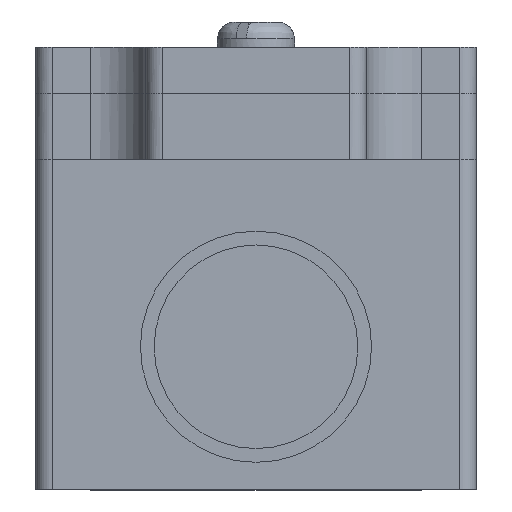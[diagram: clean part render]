
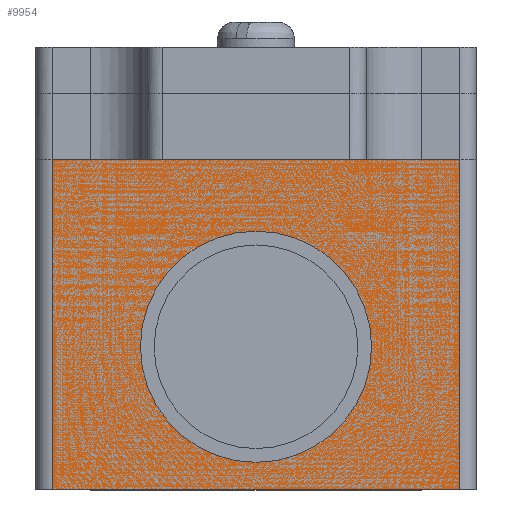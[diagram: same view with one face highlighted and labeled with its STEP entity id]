
A CAD part, front view. The second image highlights one B-rep face of the part: STEP entity #9954.
In plain terms, the highlighted planar face has unit normal (0, -1, 0).
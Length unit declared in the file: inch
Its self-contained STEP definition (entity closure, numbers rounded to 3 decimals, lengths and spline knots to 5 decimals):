
#126 = LINE ( 'NONE', #6303, #2821 ) ;
#283 = DIRECTION ( 'NONE',  ( 0., 0., 1. ) ) ;
#552 = B_SPLINE_CURVE_WITH_KNOTS ( 'NONE', 3,
 ( #9309, #14067, #9072, #4323 ),
 .UNSPECIFIED., .F., .F.,
 ( 4, 4 ),
 ( 0., 1. ),
 .UNSPECIFIED. ) ;
#584 = VERTEX_POINT ( 'NONE', #2772 ) ;
#676 = EDGE_CURVE ( 'NONE', #12962, #14073, #552, .T. ) ;
#1063 = FACE_OUTER_BOUND ( 'NONE', #14793, .T. ) ;
#1120 = CARTESIAN_POINT ( 'NONE',  ( -0.33465, -2.75591, 0. ) ) ;
#1598 = ORIENTED_EDGE ( 'NONE', *, *, #6908, .T. ) ;
#2560 = VECTOR ( 'NONE', #6182, 39.37008 ) ;
#2772 = CARTESIAN_POINT ( 'NONE',  ( 0.72835, -2.75591, 0. ) ) ;
#2821 = VECTOR ( 'NONE', #283, 39.37008 ) ;
#2850 = EDGE_CURVE ( 'NONE', #10322, #10195, #7951, .T. ) ;
#3022 = AXIS2_PLACEMENT_3D ( 'NONE', #14909, #5185, #7672 ) ;
#3234 = ORIENTED_EDGE ( 'NONE', *, *, #6222, .T. ) ;
#3336 = PLANE ( 'NONE',  #9010 ) ;
#3766 = EDGE_LOOP ( 'NONE', ( #1598 ) ) ;
#4323 = CARTESIAN_POINT ( 'NONE',  ( -0.33465, -2.75592, 1.41732 ) ) ;
#4849 = CARTESIAN_POINT ( 'NONE',  ( -0.72835, -2.75591, 0. ) ) ;
#5185 = DIRECTION ( 'NONE',  ( 0., 1., 0. ) ) ;
#5456 = LINE ( 'NONE', #10206, #14213 ) ;
#5677 = FACE_BOUND ( 'NONE', #3766, .T. ) ;
#5695 = CARTESIAN_POINT ( 'NONE',  ( -0.41339, -2.75591, 0.51181 ) ) ;
#5752 = DIRECTION ( 'NONE',  ( 0., 0., -1. ) ) ;
#6042 = ORIENTED_EDGE ( 'NONE', *, *, #10699, .F. ) ;
#6133 = ORIENTED_EDGE ( 'NONE', *, *, #6804, .T. ) ;
#6158 = VECTOR ( 'NONE', #11548, 39.37008 ) ;
#6182 = DIRECTION ( 'NONE',  ( -1., 0., 0. ) ) ;
#6222 = EDGE_CURVE ( 'NONE', #10195, #12962, #5456, .T. ) ;
#6265 = VECTOR ( 'NONE', #9854, 39.37008 ) ;
#6303 = CARTESIAN_POINT ( 'NONE',  ( -0.72835, -2.75591, 0. ) ) ;
#6779 = CARTESIAN_POINT ( 'NONE',  ( 0.7874, -2.75591, 1.1811 ) ) ;
#6804 = EDGE_CURVE ( 'NONE', #14073, #14687, #9782, .T. ) ;
#6878 = CARTESIAN_POINT ( 'NONE',  ( -0.33465, -2.75592, 1.41732 ) ) ;
#6908 = EDGE_CURVE ( 'NONE', #8966, #8966, #13723, .T. ) ;
#7046 = CARTESIAN_POINT ( 'NONE',  ( 0.33465, -2.75592, 1.41732 ) ) ;
#7521 = VECTOR ( 'NONE', #15361, 39.37008 ) ;
#7541 = CARTESIAN_POINT ( 'NONE',  ( -0.33465, -2.75591, 1.1811 ) ) ;
#7597 = ORIENTED_EDGE ( 'NONE', *, *, #11429, .F. ) ;
#7672 = DIRECTION ( 'NONE',  ( -1., 0., 0. ) ) ;
#7784 = CARTESIAN_POINT ( 'NONE',  ( 0.33465, -2.75591, 1.1811 ) ) ;
#7951 = LINE ( 'NONE', #6779, #6158 ) ;
#8100 = CARTESIAN_POINT ( 'NONE',  ( 0.7874, -2.75591, 0. ) ) ;
#8966 = VERTEX_POINT ( 'NONE', #5695 ) ;
#9010 = AXIS2_PLACEMENT_3D ( 'NONE', #8100, #12854, #5752 ) ;
#9041 = DIRECTION ( 'NONE',  ( 0., 0., 1. ) ) ;
#9072 = CARTESIAN_POINT ( 'NONE',  ( -0.11155, -2.75591, 1.41732 ) ) ;
#9309 = CARTESIAN_POINT ( 'NONE',  ( 0.33465, -2.75592, 1.41732 ) ) ;
#9782 = LINE ( 'NONE', #1120, #6265 ) ;
#9854 = DIRECTION ( 'NONE',  ( 0., 0., -1. ) ) ;
#9877 = VERTEX_POINT ( 'NONE', #13766 ) ;
#9954 = ADVANCED_FACE ( 'NONE', ( #1063, #5677 ), #3336, .T. ) ;
#10038 = EDGE_CURVE ( 'NONE', #584, #10322, #14269, .T. ) ;
#10195 = VERTEX_POINT ( 'NONE', #7784 ) ;
#10206 = CARTESIAN_POINT ( 'NONE',  ( 0.33465, -2.75591, 0. ) ) ;
#10322 = VERTEX_POINT ( 'NONE', #13219 ) ;
#10693 = ORIENTED_EDGE ( 'NONE', *, *, #10038, .T. ) ;
#10699 = EDGE_CURVE ( 'NONE', #584, #10973, #11243, .T. ) ;
#10973 = VERTEX_POINT ( 'NONE', #4849 ) ;
#11243 = LINE ( 'NONE', #14754, #2560 ) ;
#11429 = EDGE_CURVE ( 'NONE', #10973, #9877, #126, .T. ) ;
#11548 = DIRECTION ( 'NONE',  ( -1., 0., 0. ) ) ;
#11707 = CARTESIAN_POINT ( 'NONE',  ( 0.72835, -2.75591, 0. ) ) ;
#11948 = ORIENTED_EDGE ( 'NONE', *, *, #676, .T. ) ;
#11956 = LINE ( 'NONE', #14287, #13350 ) ;
#12034 = DIRECTION ( 'NONE',  ( -1., 0., 0. ) ) ;
#12854 = DIRECTION ( 'NONE',  ( 0., -1., 0. ) ) ;
#12962 = VERTEX_POINT ( 'NONE', #7046 ) ;
#13219 = CARTESIAN_POINT ( 'NONE',  ( 0.72835, -2.75591, 1.1811 ) ) ;
#13296 = ORIENTED_EDGE ( 'NONE', *, *, #2850, .T. ) ;
#13350 = VECTOR ( 'NONE', #12034, 39.37008 ) ;
#13723 = CIRCLE ( 'NONE', #3022, 0.41339 ) ;
#13766 = CARTESIAN_POINT ( 'NONE',  ( -0.72835, -2.75591, 1.1811 ) ) ;
#14067 = CARTESIAN_POINT ( 'NONE',  ( 0.11155, -2.75591, 1.41732 ) ) ;
#14073 = VERTEX_POINT ( 'NONE', #6878 ) ;
#14213 = VECTOR ( 'NONE', #9041, 39.37008 ) ;
#14269 = LINE ( 'NONE', #11707, #7521 ) ;
#14287 = CARTESIAN_POINT ( 'NONE',  ( 0.7874, -2.75591, 1.1811 ) ) ;
#14353 = ORIENTED_EDGE ( 'NONE', *, *, #15279, .T. ) ;
#14687 = VERTEX_POINT ( 'NONE', #7541 ) ;
#14754 = CARTESIAN_POINT ( 'NONE',  ( -0.59055, -2.75591, 0. ) ) ;
#14793 = EDGE_LOOP ( 'NONE', ( #7597, #6042, #10693, #13296, #3234, #11948, #6133, #14353 ) ) ;
#14909 = CARTESIAN_POINT ( 'NONE',  ( 0., -2.75591, 0.51181 ) ) ;
#15279 = EDGE_CURVE ( 'NONE', #14687, #9877, #11956, .T. ) ;
#15361 = DIRECTION ( 'NONE',  ( 0., 0., 1. ) ) ;
